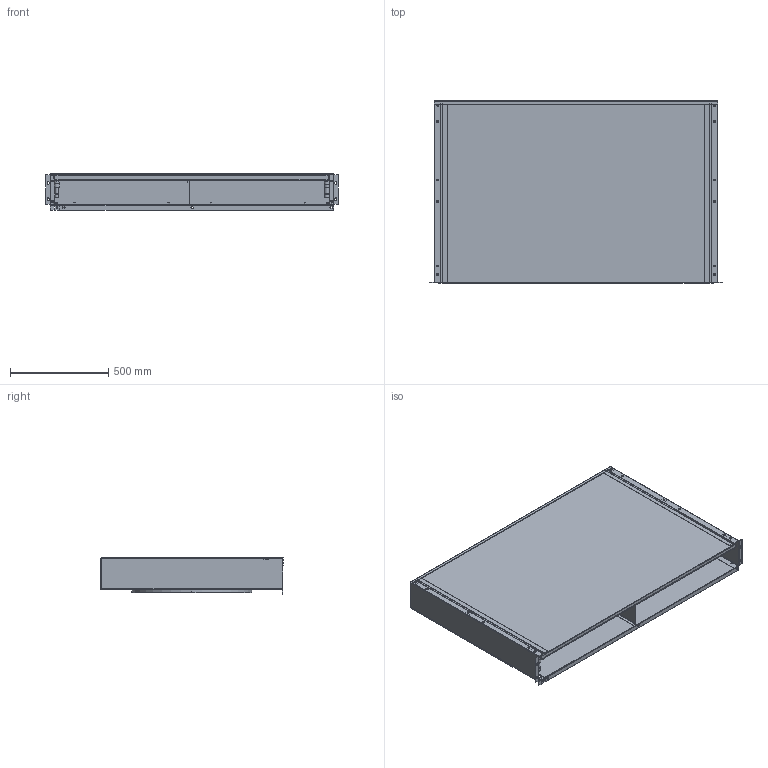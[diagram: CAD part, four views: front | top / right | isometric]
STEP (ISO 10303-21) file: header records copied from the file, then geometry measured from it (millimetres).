
FILE_DESCRIPTION((''),'2;1');
FILE_NAME('193U8025E_ASM','2023-04-04T10:36:52',('U375483'),('DANFOSS COMMERCIAL COMPRESSOR'),'CREO PARAMETRIC BY PTC INC, 2022124','CREO PARAMETRIC BY PTC INC, 2022124','');
FILE_SCHEMA(('CONFIG_CONTROL_DESIGN'));
Length unit declared in the file: millimetre
Products named in the file (15): 193U3035P01_01; 193U3035P01_02; 193U5105; 193U5076; 193U3035P01_ASM; 193U3035P02; 193U3035P03; 193U3035P04; 193U3035_ASM; BRACKET2__32_; P3_Q3; 021Z0646_1_ASM; 021Z0646_ASM; 191U0646; 193U8025E_ASM
Assembly tree (29 placements, depth 4):
  193U8025E_ASM
    193U3035_ASM
      193U3035P01_ASM
        193U3035P01_01
        193U3035P01_02
        193U5105  x10
        193U5076  x2
      193U3035P02
      193U3035P03
      193U3035P04
    021Z0646_ASM
      021Z0646_1_ASM
        BRACKET2__32_  x6
        P3_Q3
    191U0646
Bounding box: 1489 x 929 x 185.5 mm (x, y, z)
Volume: 35275530.3 mm3; surface area: 6247782.2 mm2
Topology: 25 solids, 27 shells, 997 faces, 2467 edges, 1556 vertices
Faces by surface type: plane 547, cylinder 314, cone 100, torus 32, bspline 4
Entity records: 21030 total; most frequent: CARTESIAN_POINT 3812, DIRECTION 3646, ORIENTED_EDGE 3400, EDGE_CURVE 1700, AXIS2_PLACEMENT_3D 1248, VECTOR 1150, LINE 1150, VERTEX_POINT 1068
